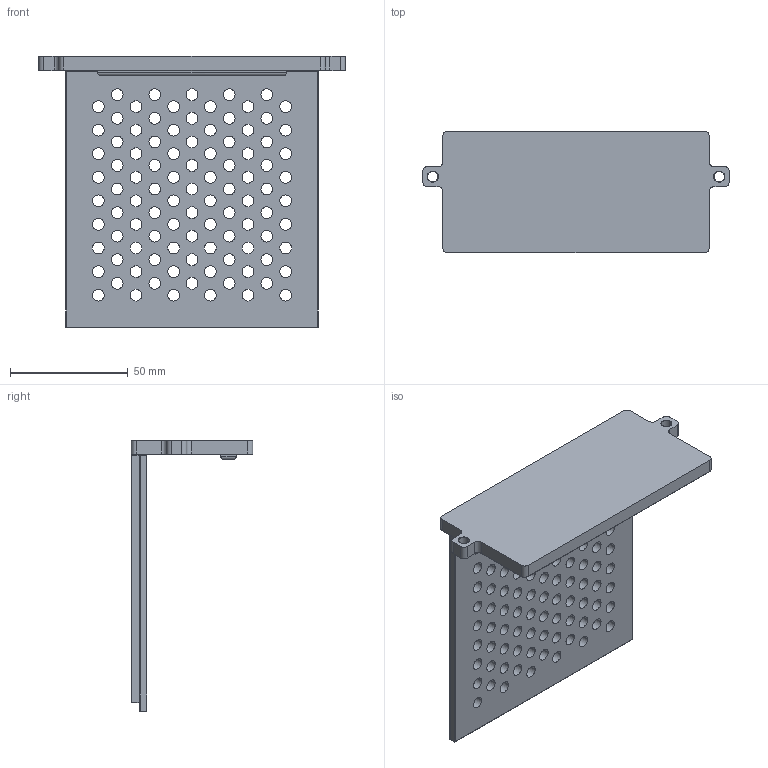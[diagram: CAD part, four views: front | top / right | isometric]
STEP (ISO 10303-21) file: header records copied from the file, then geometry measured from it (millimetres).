
FILE_DESCRIPTION (( 'STEP AP214' ), '1' );
FILE_NAME ('JetsonXavierNXCaseCover.SLDPRT.STEP', '2022-09-22T21:25:01', ( '' ), ( '' ), 'SwSTEP 2.0', 'SolidWorks 2020', '' );
FILE_SCHEMA (( 'AUTOMOTIVE_DESIGN' ));
Length unit declared in the file: millimetre
Products named in the file (1): JetsonXavierNXCaseCover.SLDPRT
Bounding box: 130 x 51.5 x 115 mm (x, y, z)
Volume: 95583.4 mm3; surface area: 45205.2 mm2
Topology: 1 solids, 1 shells, 307 faces, 856 edges, 544 vertices
Faces by surface type: cylinder 248, plane 27, torus 24, sphere 8
Entity records: 10492 total; most frequent: DIRECTION 1976, CARTESIAN_POINT 1764, ORIENTED_EDGE 1696, EDGE_CURVE 848, AXIS2_PLACEMENT_3D 828, VERTEX_POINT 544, CIRCLE 520, EDGE_LOOP 510
